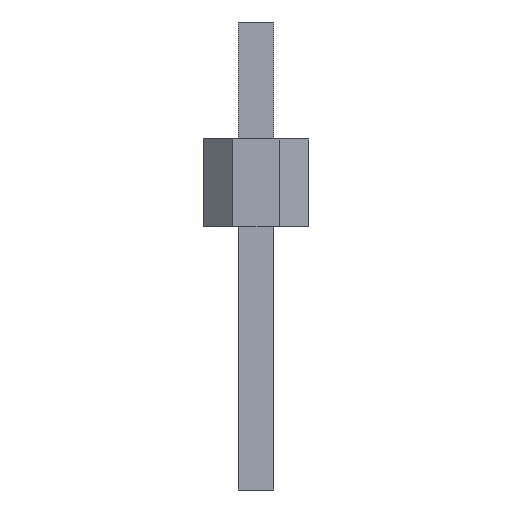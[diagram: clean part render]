
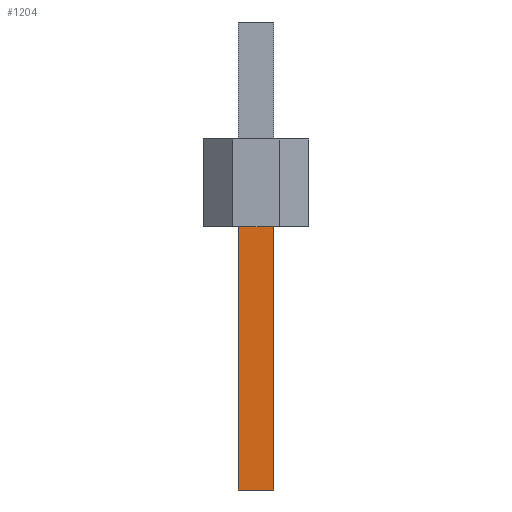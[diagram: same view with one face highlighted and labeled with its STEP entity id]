
A CAD part, left-side view. The second image highlights one B-rep face of the part: STEP entity #1204.
In plain terms, the highlighted planar face has unit normal (-1, 0, 0).
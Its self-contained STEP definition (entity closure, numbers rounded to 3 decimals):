
#170=CARTESIAN_POINT('',(-5.63,-16.25,-2.7));
#171=VERTEX_POINT('',#170);
#186=CARTESIAN_POINT('',(-5.63,-15.65,-2.7));
#187=VERTEX_POINT('',#186);
#194=CARTESIAN_POINT('',(-5.63,-16.25,-2.7));
#195=DIRECTION('',(0.,1.,-0.));
#196=VECTOR('',#195,0.6);
#197=LINE('',#194,#196);
#198=EDGE_CURVE('',#171,#187,#197,.T.);
#1150=CARTESIAN_POINT('',(-5.63,-16.25,-7.2));
#1151=VERTEX_POINT('',#1150);
#1158=CARTESIAN_POINT('',(-5.63,-15.65,-7.2));
#1159=VERTEX_POINT('',#1158);
#1160=CARTESIAN_POINT('',(-5.63,-16.25,-7.2));
#1161=DIRECTION('',(0.,1.,-0.));
#1162=VECTOR('',#1161,0.6);
#1163=LINE('',#1160,#1162);
#1164=EDGE_CURVE('',#1151,#1159,#1163,.T.);
#1183=CARTESIAN_POINT('',(-5.63,-16.125,0.8));
#1184=DIRECTION('',(-1.,0.,0.));
#1185=DIRECTION('',(0.,0.,-1.));
#1186=AXIS2_PLACEMENT_3D('',#1183,#1184,#1185);
#1187=PLANE('',#1186);
#1188=CARTESIAN_POINT('',(-5.63,-16.25,-2.7));
#1189=DIRECTION('',(0.,0.,-1.));
#1190=VECTOR('',#1189,4.5);
#1191=LINE('',#1188,#1190);
#1192=EDGE_CURVE('',#171,#1151,#1191,.T.);
#1193=ORIENTED_EDGE('',*,*,#1192,.F.);
#1194=ORIENTED_EDGE('',*,*,#198,.T.);
#1195=CARTESIAN_POINT('',(-5.63,-15.65,-2.7));
#1196=DIRECTION('',(0.,0.,-1.));
#1197=VECTOR('',#1196,4.5);
#1198=LINE('',#1195,#1197);
#1199=EDGE_CURVE('',#187,#1159,#1198,.T.);
#1200=ORIENTED_EDGE('',*,*,#1199,.T.);
#1201=ORIENTED_EDGE('',*,*,#1164,.F.);
#1202=EDGE_LOOP('',(#1193,#1194,#1200,#1201));
#1203=FACE_BOUND('',#1202,.T.);
#1204=ADVANCED_FACE('',(#1203),#1187,.T.);
